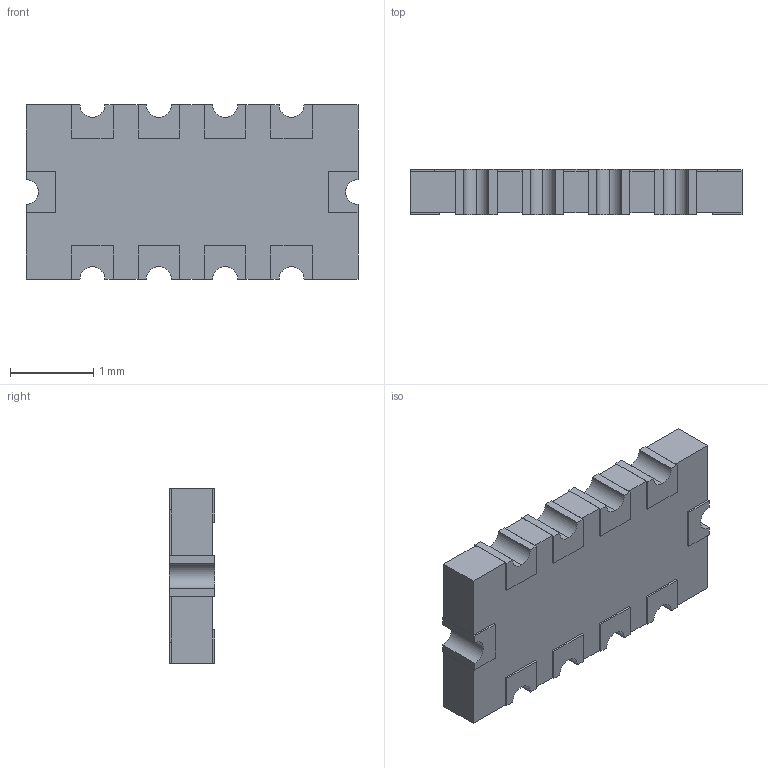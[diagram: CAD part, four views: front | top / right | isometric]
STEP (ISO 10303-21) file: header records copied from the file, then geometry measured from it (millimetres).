
FILE_DESCRIPTION (( 'STEP AP214' ), '1' );
FILE_NAME ('User Library-EXBE10.STEP', '2017-05-10T14:20:16', ( 'Windows User' ), ( '' ), 'SwSTEP 2.0', 'SolidWorks 2017', '' );
FILE_SCHEMA (( 'AUTOMOTIVE_DESIGN' ));
Length unit declared in the file: millimetre
Products named in the file (1): User Library-EXBE10
Bounding box: 4 x 0.55 x 2.1 mm (x, y, z)
Volume: 4.2 mm3; surface area: 47.9 mm2
Topology: 12 solids, 12 shells, 136 faces, 336 edges, 224 vertices
Faces by surface type: plane 122, cylinder 14
Entity records: 5267 total; most frequent: CARTESIAN_POINT 697, ORIENTED_EDGE 672, DIRECTION 638, EDGE_CURVE 336, LINE 308, VECTOR 308, VERTEX_POINT 224, AXIS2_PLACEMENT_3D 165
